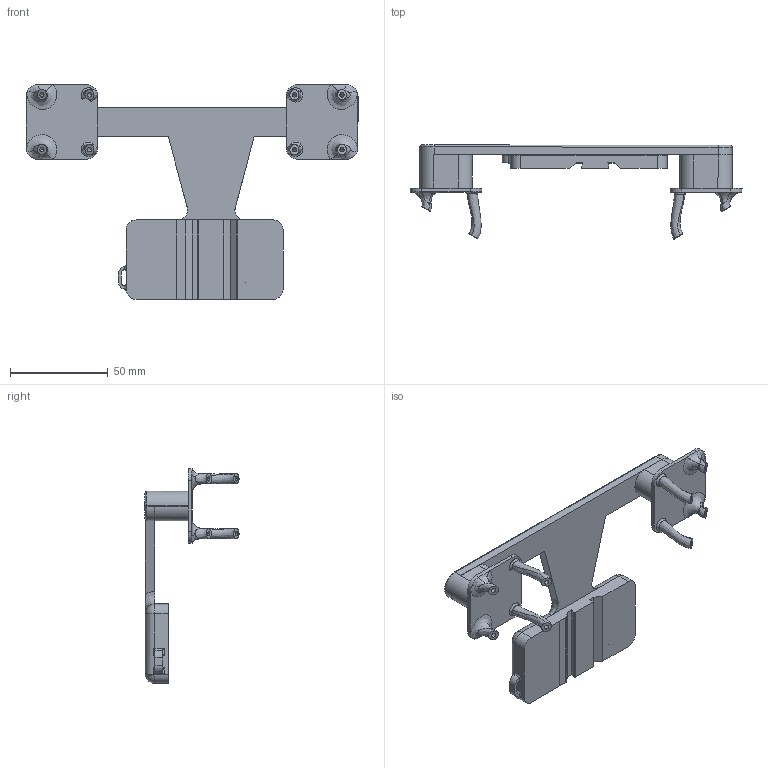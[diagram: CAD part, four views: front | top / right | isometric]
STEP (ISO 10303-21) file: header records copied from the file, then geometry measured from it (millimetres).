
FILE_DESCRIPTION (( 'STEP AP214' ), '1' );
FILE_NAME ('manus_mount_left.STEP', '2025-06-13T19:04:52', ( '' ), ( '' ), 'SwSTEP 2.0', 'SolidWorks 2024', '' );
FILE_SCHEMA (( 'AUTOMOTIVE_DESIGN' ));
Length unit declared in the file: millimetre
Products named in the file (1): manus_mount_left
Bounding box: 169.39 x 47.99 x 109.5 mm (x, y, z)
Volume: 74729.5 mm3; surface area: 27567.4 mm2
Topology: 1 solids, 1 shells, 295 faces, 792 edges, 510 vertices
Faces by surface type: plane 136, bspline 78, cylinder 72, torus 5, sphere 4
Entity records: 15202 total; most frequent: CARTESIAN_POINT 8333, ORIENTED_EDGE 1576, DIRECTION 1182, EDGE_CURVE 788, VERTEX_POINT 510, VECTOR 424, LINE 424, AXIS2_PLACEMENT_3D 379
